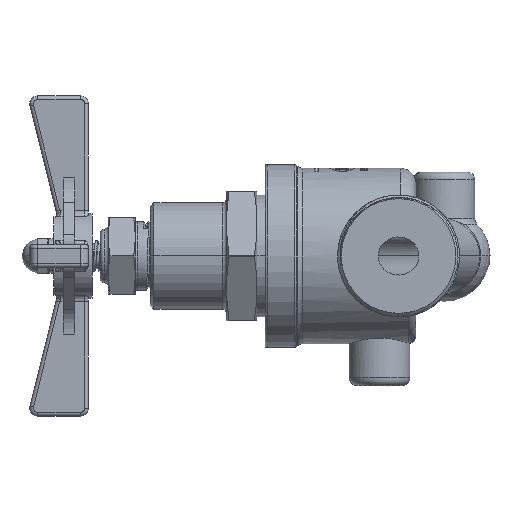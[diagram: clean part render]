
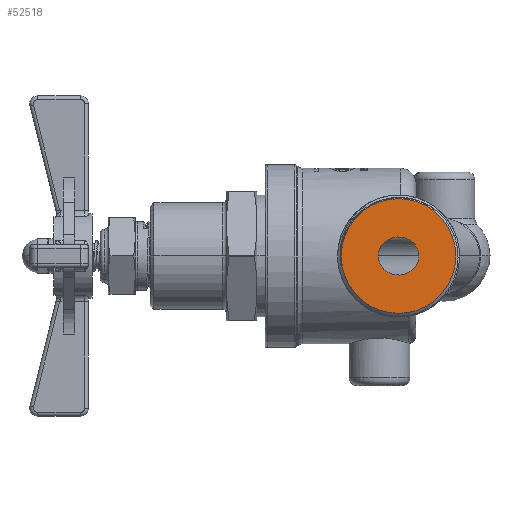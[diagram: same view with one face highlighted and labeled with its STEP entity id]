
A CAD part, left-side view. The second image highlights one B-rep face of the part: STEP entity #52518.
In plain terms, the highlighted planar face has unit normal (-1, 0, 0).
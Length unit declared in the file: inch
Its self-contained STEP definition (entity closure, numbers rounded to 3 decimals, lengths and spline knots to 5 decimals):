
#243 = AXIS2_PLACEMENT_3D ( 'NONE', #2958, #71191, #12793 ) ;
#647 =( BOUNDED_CURVE ( )  B_SPLINE_CURVE ( 3, ( #18374, #8550, #65731, #86556 ),
 .UNSPECIFIED., .F., .T. ) 
 B_SPLINE_CURVE_WITH_KNOTS ( ( 4, 4 ),
 ( 3.14159, 6.28319 ),
 .UNSPECIFIED. ) 
 CURVE ( )  GEOMETRIC_REPRESENTATION_ITEM ( )  RATIONAL_B_SPLINE_CURVE ( ( 1., 0.333, 0.333, 1. ) ) 
 REPRESENTATION_ITEM ( '' )  );
#2107 = DIRECTION ( 'NONE',  ( 0., -1., 0. ) ) ;
#2958 = CARTESIAN_POINT ( 'NONE',  ( -0.52103, 1.93413, 4.03004 ) ) ;
#5054 = EDGE_CURVE ( 'Defeatured_0_446+Defeatured_0_35+Defeatured_0_35+Defeatured_0_35', #33578, #66569, #647, .T. ) ;
#8550 = CARTESIAN_POINT ( 'NONE',  ( -0.52103, 1.60157, 4.65504 ) ) ;
#10378 =( BOUNDED_CURVE ( )  B_SPLINE_CURVE ( 3, ( #61333, #90310, #71124, #12726 ),
 .UNSPECIFIED., .F., .F. ) 
 B_SPLINE_CURVE_WITH_KNOTS ( ( 4, 4 ),
 ( 0., 3.14159 ),
 .UNSPECIFIED. ) 
 CURVE ( )  GEOMETRIC_REPRESENTATION_ITEM ( )  RATIONAL_B_SPLINE_CURVE ( ( 1., 0.333, 0.333, 1. ) ) 
 REPRESENTATION_ITEM ( '' )  );
#12726 = CARTESIAN_POINT ( 'NONE',  ( -0.52103, 1.60157, 4.03004 ) ) ;
#12793 = DIRECTION ( 'NONE',  ( 0., -1., 0. ) ) ;
#13446 = FACE_BOUND ( 'NONE', #94951, .T. ) ;
#14785 = CARTESIAN_POINT ( 'NONE',  ( -0.52103, 1.60157, 4.03004 ) ) ;
#18374 = CARTESIAN_POINT ( 'NONE',  ( -0.52103, 1.60157, 4.03004 ) ) ;
#21622 = ORIENTED_EDGE ( 'NONE', *, *, #109591, .F. ) ;
#22269 = AXIS2_PLACEMENT_3D ( 'NONE', #118868, #60533, #2107 ) ;
#26274 = ORIENTED_EDGE ( 'NONE', *, *, #46834, .T. ) ;
#30002 = CARTESIAN_POINT ( 'NONE',  ( -0.52103, 1.93413, 3.09004 ) ) ;
#33578 = VERTEX_POINT ( 'NONE', #14785 ) ;
#38378 = CIRCLE ( 'NONE', #243, 0.94 ) ;
#39388 = FACE_OUTER_BOUND ( 'NONE', #39991, .T. ) ;
#39991 = EDGE_LOOP ( 'NONE', ( #26274, #109266 ) ) ;
#44355 = VERTEX_POINT ( 'NONE', #95870 ) ;
#46834 = EDGE_CURVE ( 'Defeatured_0_35+Defeatured_0_26+Defeatured_0_26+Defeatured_0_26', #56920, #44355, #119074, .T. ) ;
#52518 = ADVANCED_FACE ( 'Defeatured_0_35', ( #13446, #39388 ), #75168, .T. ) ;
#56920 = VERTEX_POINT ( 'NONE', #30002 ) ;
#60533 = DIRECTION ( 'NONE',  ( -1., 0., 0. ) ) ;
#61333 = CARTESIAN_POINT ( 'NONE',  ( -0.52103, 2.26668, 4.03004 ) ) ;
#65731 = CARTESIAN_POINT ( 'NONE',  ( -0.52103, 2.26668, 4.65504 ) ) ;
#65786 = AXIS2_PLACEMENT_3D ( 'NONE', #94775, #124163, #65819 ) ;
#65819 = DIRECTION ( 'NONE',  ( 0., -1., 0. ) ) ;
#66569 = VERTEX_POINT ( 'NONE', #80494 ) ;
#71124 = CARTESIAN_POINT ( 'NONE',  ( -0.52103, 1.60157, 3.40504 ) ) ;
#71191 = DIRECTION ( 'NONE',  ( -1., 0., 0. ) ) ;
#75168 = PLANE ( 'NONE',  #65786 ) ;
#80494 = CARTESIAN_POINT ( 'NONE',  ( -0.52103, 2.26668, 4.03004 ) ) ;
#86556 = CARTESIAN_POINT ( 'NONE',  ( -0.52103, 2.26668, 4.03004 ) ) ;
#86644 = EDGE_CURVE ( 'Defeatured_0_35+Defeatured_0_26+Defeatured_0_26+Defeatured_0_26', #44355, #56920, #38378, .T. ) ;
#90310 = CARTESIAN_POINT ( 'NONE',  ( -0.52103, 2.26668, 3.40504 ) ) ;
#94775 = CARTESIAN_POINT ( 'NONE',  ( -0.52103, 1.93413, 4.03004 ) ) ;
#94951 = EDGE_LOOP ( 'NONE', ( #124890, #21622 ) ) ;
#95870 = CARTESIAN_POINT ( 'NONE',  ( -0.52103, 1.93413, 4.97004 ) ) ;
#109266 = ORIENTED_EDGE ( 'NONE', *, *, #86644, .T. ) ;
#109591 = EDGE_CURVE ( 'Defeatured_0_446+Defeatured_0_35+Defeatured_0_35+Defeatured_0_35', #66569, #33578, #10378, .T. ) ;
#118868 = CARTESIAN_POINT ( 'NONE',  ( -0.52103, 1.93413, 4.03004 ) ) ;
#119074 = CIRCLE ( 'NONE', #22269, 0.94 ) ;
#124163 = DIRECTION ( 'NONE',  ( -1., 0., 0. ) ) ;
#124890 = ORIENTED_EDGE ( 'NONE', *, *, #5054, .F. ) ;
